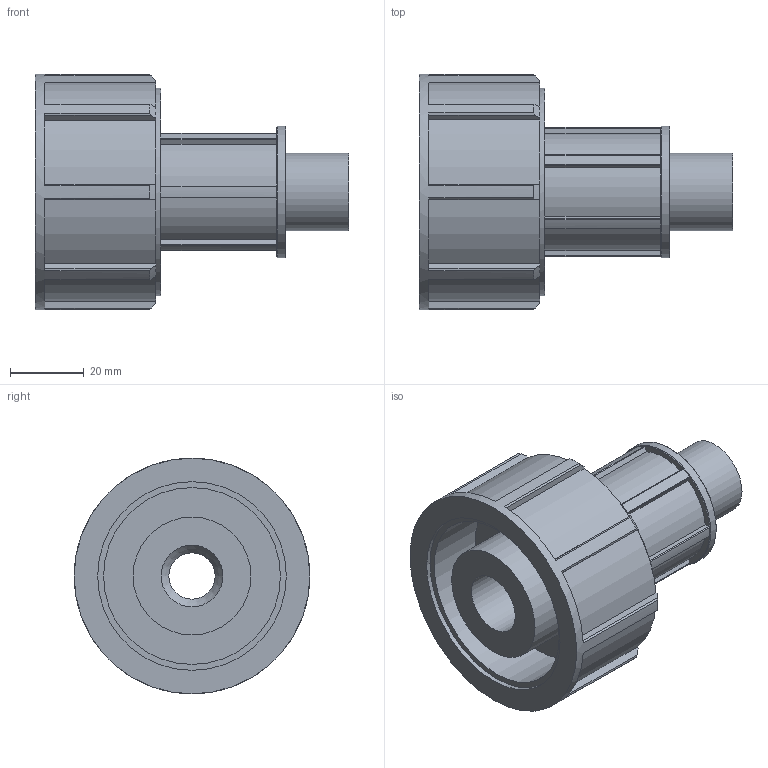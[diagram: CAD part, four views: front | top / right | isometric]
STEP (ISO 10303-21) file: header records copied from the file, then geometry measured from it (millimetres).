
FILE_DESCRIPTION(/* description */ ('PLASSON THREADED ADAPTOR 32-1/2"'),/* implementation_level */ '2;1');
FILE_NAME(/* name */ '072500032005_182500032005_0725060320050A.ipt.stp',/* time_stamp */ '2017-06-08T04:07:56+03:00',/* author */ ('KIM'),/* organization */ (''),/* preprocessor_version */ 'ST-DEVELOPER v15.6',/* originating_system */ 'Autodesk Inventor 2015',/* authorisation */ '');
FILE_SCHEMA (('AUTOMOTIVE_DESIGN { 1 0 10303 214 3 1 1 }'));
Length unit declared in the file: millimetre
Products named in the file (1): 072500032005_182500032005_0725060320050A
Bounding box: 85 x 64 x 64 mm (x, y, z)
Volume: 92034.6 mm3; surface area: 30697.8 mm2
Topology: 1 solids, 1 shells, 115 faces, 312 edges, 207 vertices
Faces by surface type: plane 74, cylinder 30, cone 11
Full cylindrical faces by diameter (mm): 12.573 x1, 16.764 x1, 20.955 x1, 32 x1, 35.623 x1, 40 x1, 48 x1, 51.2 x1, 56.32 x1, 64 x1
Entity records: 3540 total; most frequent: CARTESIAN_POINT 682, ORIENTED_EDGE 594, DIRECTION 582, EDGE_CURVE 297, VERTEX_POINT 205, AXIS2_PLACEMENT_3D 201, LINE 180, VECTOR 180
